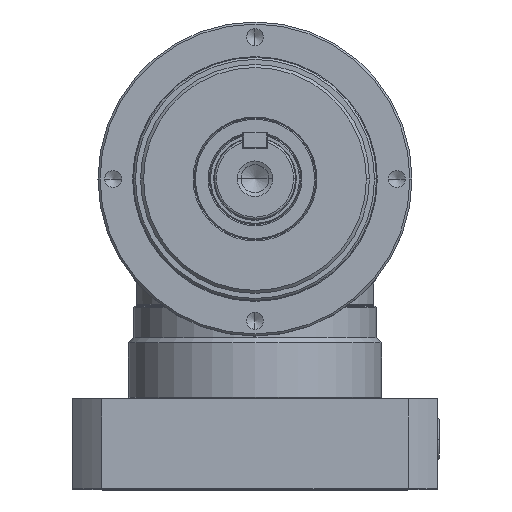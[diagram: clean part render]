
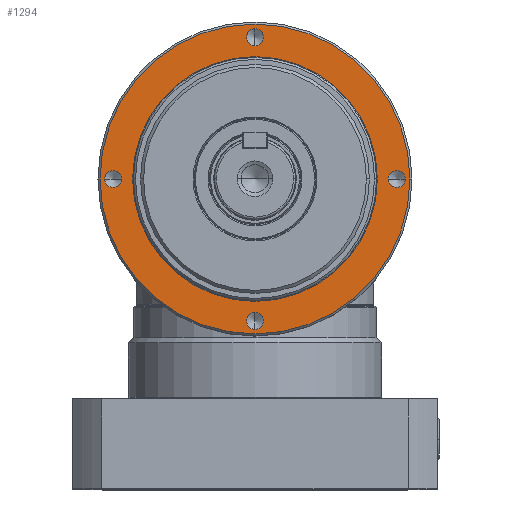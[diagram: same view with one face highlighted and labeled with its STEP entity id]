
A CAD part, top view. The second image highlights one B-rep face of the part: STEP entity #1294.
In plain terms, the highlighted planar face has unit normal (0, 0, 1).
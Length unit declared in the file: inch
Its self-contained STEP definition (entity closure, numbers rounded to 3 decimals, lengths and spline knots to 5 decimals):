
#60 = CARTESIAN_POINT ( 'NONE',  ( 0., 2.59102, 0. ) ) ;
#192 = ORIENTED_EDGE ( 'NONE', *, *, #6435, .T. ) ;
#219 = VERTEX_POINT ( 'NONE', #1366 ) ;
#417 = DIRECTION ( 'NONE',  ( -1., 0., 0. ) ) ;
#427 = EDGE_CURVE ( 'NONE', #17925, #10812, #9381, .T. ) ;
#496 = CARTESIAN_POINT ( 'NONE',  ( 0., 0., 0. ) ) ;
#951 = DIRECTION ( 'NONE',  ( 0., 0., -1. ) ) ;
#1294 = ADVANCED_FACE ( 'NONE', ( #3000, #26486, #19972, #14084, #8180, #2288 ), #17198, .F. ) ;
#1297 = DIRECTION ( 'NONE',  ( -1., 0., 0. ) ) ;
#1366 = CARTESIAN_POINT ( 'NONE',  ( -2.92079, 0., 0. ) ) ;
#1674 = EDGE_LOOP ( 'NONE', ( #7637, #7179 ) ) ;
#1906 = ORIENTED_EDGE ( 'NONE', *, *, #7316, .T. ) ;
#1953 = AXIS2_PLACEMENT_3D ( 'NONE', #24940, #11739, #27148 ) ;
#2288 = FACE_BOUND ( 'NONE', #3189, .T. ) ;
#3000 = FACE_OUTER_BOUND ( 'NONE', #13845, .T. ) ;
#3189 = EDGE_LOOP ( 'NONE', ( #25310, #21075 ) ) ;
#3417 = CARTESIAN_POINT ( 'NONE',  ( 0., 0., 0. ) ) ;
#3643 = CARTESIAN_POINT ( 'NONE',  ( 2.37795, 0., 0. ) ) ;
#3856 = VERTEX_POINT ( 'NONE', #3643 ) ;
#3956 = DIRECTION ( 'NONE',  ( 0., 0., -1. ) ) ;
#4095 = ORIENTED_EDGE ( 'NONE', *, *, #20665, .T. ) ;
#4480 = CARTESIAN_POINT ( 'NONE',  ( 0., 2.75591, 0. ) ) ;
#4914 = VERTEX_POINT ( 'NONE', #25067 ) ;
#4948 = CARTESIAN_POINT ( 'NONE',  ( 2.75591, 0., 0. ) ) ;
#4959 = AXIS2_PLACEMENT_3D ( 'NONE', #496, #3956, #19429 ) ;
#5148 = DIRECTION ( 'NONE',  ( 0., 0., -1. ) ) ;
#5154 = AXIS2_PLACEMENT_3D ( 'NONE', #9430, #24869, #11654 ) ;
#5651 = DIRECTION ( 'NONE',  ( -1., 0., 0. ) ) ;
#5774 = ORIENTED_EDGE ( 'NONE', *, *, #427, .F. ) ;
#5890 = DIRECTION ( 'NONE',  ( 0., 0., -1. ) ) ;
#6435 = EDGE_CURVE ( 'NONE', #19667, #21106, #14632, .T. ) ;
#6697 = DIRECTION ( 'NONE',  ( 0., 1., 0. ) ) ;
#7166 = DIRECTION ( 'NONE',  ( 1., 0., 0. ) ) ;
#7179 = ORIENTED_EDGE ( 'NONE', *, *, #9730, .T. ) ;
#7305 = CIRCLE ( 'NONE', #8483, 0.16488 ) ;
#7316 = EDGE_CURVE ( 'NONE', #13669, #21088, #10044, .T. ) ;
#7402 = CIRCLE ( 'NONE', #25625, 0.16488 ) ;
#7566 = DIRECTION ( 'NONE',  ( 0., 0., -1. ) ) ;
#7637 = ORIENTED_EDGE ( 'NONE', *, *, #17640, .T. ) ;
#8180 = FACE_BOUND ( 'NONE', #17033, .T. ) ;
#8408 = AXIS2_PLACEMENT_3D ( 'NONE', #3417, #18900, #5651 ) ;
#8483 = AXIS2_PLACEMENT_3D ( 'NONE', #18417, #5148, #20602 ) ;
#8703 = CARTESIAN_POINT ( 'NONE',  ( -2.59102, 0., 0. ) ) ;
#9163 = EDGE_CURVE ( 'NONE', #14801, #4914, #7402, .T. ) ;
#9371 = CARTESIAN_POINT ( 'NONE',  ( -2.37795, 0., 0. ) ) ;
#9381 = CIRCLE ( 'NONE', #25151, 3.01181 ) ;
#9430 = CARTESIAN_POINT ( 'NONE',  ( 2.75591, 0., 0. ) ) ;
#9590 = AXIS2_PLACEMENT_3D ( 'NONE', #27738, #14600, #1297 ) ;
#9730 = EDGE_CURVE ( 'NONE', #15845, #219, #14340, .T. ) ;
#10044 = CIRCLE ( 'NONE', #18735, 0.16488 ) ;
#10162 = ORIENTED_EDGE ( 'NONE', *, *, #9163, .T. ) ;
#10747 = CARTESIAN_POINT ( 'NONE',  ( 0., 2.92079, 0. ) ) ;
#10812 = VERTEX_POINT ( 'NONE', #14424 ) ;
#11475 = CARTESIAN_POINT ( 'NONE',  ( 2.92079, 0., 0. ) ) ;
#11654 = DIRECTION ( 'NONE',  ( 1., 0., 0. ) ) ;
#11739 = DIRECTION ( 'NONE',  ( 0., 0., 1. ) ) ;
#12320 = ORIENTED_EDGE ( 'NONE', *, *, #28636, .T. ) ;
#13669 = VERTEX_POINT ( 'NONE', #10747 ) ;
#13692 = DIRECTION ( 'NONE',  ( 0., 0., -1. ) ) ;
#13845 = EDGE_LOOP ( 'NONE', ( #18858, #5774 ) ) ;
#14084 = FACE_BOUND ( 'NONE', #22391, .T. ) ;
#14248 = CARTESIAN_POINT ( 'NONE',  ( 0., -2.75591, 0. ) ) ;
#14340 = CIRCLE ( 'NONE', #9590, 0.16488 ) ;
#14424 = CARTESIAN_POINT ( 'NONE',  ( -3.01181, 0., 0. ) ) ;
#14600 = DIRECTION ( 'NONE',  ( 0., 0., -1. ) ) ;
#14632 = CIRCLE ( 'NONE', #5154, 0.16488 ) ;
#14745 = DIRECTION ( 'NONE',  ( -1., 0., 0. ) ) ;
#14801 = VERTEX_POINT ( 'NONE', #15468 ) ;
#15468 = CARTESIAN_POINT ( 'NONE',  ( 0., -2.59102, 0. ) ) ;
#15845 = VERTEX_POINT ( 'NONE', #8703 ) ;
#16203 = CIRCLE ( 'NONE', #1953, 2.37795 ) ;
#16495 = DIRECTION ( 'NONE',  ( 0., -1., 0. ) ) ;
#16556 = DIRECTION ( 'NONE',  ( 0., 0., -1. ) ) ;
#16562 = EDGE_CURVE ( 'NONE', #10812, #17925, #26676, .T. ) ;
#17033 = EDGE_LOOP ( 'NONE', ( #192, #23638 ) ) ;
#17198 = PLANE ( 'NONE',  #4959 ) ;
#17640 = EDGE_CURVE ( 'NONE', #219, #15845, #24153, .T. ) ;
#17925 = VERTEX_POINT ( 'NONE', #23875 ) ;
#18280 = EDGE_CURVE ( 'NONE', #3856, #23144, #20320, .T. ) ;
#18417 = CARTESIAN_POINT ( 'NONE',  ( 0., 2.75591, 0. ) ) ;
#18735 = AXIS2_PLACEMENT_3D ( 'NONE', #4480, #19921, #6697 ) ;
#18858 = ORIENTED_EDGE ( 'NONE', *, *, #16562, .F. ) ;
#18900 = DIRECTION ( 'NONE',  ( 0., 0., 1. ) ) ;
#19141 = CARTESIAN_POINT ( 'NONE',  ( 0., -2.75591, 0. ) ) ;
#19429 = DIRECTION ( 'NONE',  ( -1., 0., 0. ) ) ;
#19667 = VERTEX_POINT ( 'NONE', #11475 ) ;
#19921 = DIRECTION ( 'NONE',  ( 0., 0., -1. ) ) ;
#19972 = FACE_BOUND ( 'NONE', #1674, .T. ) ;
#20008 = CARTESIAN_POINT ( 'NONE',  ( 2.59102, 0., 0. ) ) ;
#20320 = CIRCLE ( 'NONE', #8408, 2.37795 ) ;
#20416 = DIRECTION ( 'NONE',  ( 0., 0., -1. ) ) ;
#20602 = DIRECTION ( 'NONE',  ( 0., 1., 0. ) ) ;
#20665 = EDGE_CURVE ( 'NONE', #21088, #13669, #7305, .T. ) ;
#20672 = AXIS2_PLACEMENT_3D ( 'NONE', #4948, #20416, #7166 ) ;
#20771 = CIRCLE ( 'NONE', #20672, 0.16488 ) ;
#20826 = CARTESIAN_POINT ( 'NONE',  ( 0., 0., 0. ) ) ;
#21075 = ORIENTED_EDGE ( 'NONE', *, *, #18280, .F. ) ;
#21088 = VERTEX_POINT ( 'NONE', #60 ) ;
#21106 = VERTEX_POINT ( 'NONE', #20008 ) ;
#21338 = DIRECTION ( 'NONE',  ( 0., -1., 0. ) ) ;
#22391 = EDGE_LOOP ( 'NONE', ( #1906, #4095 ) ) ;
#22974 = DIRECTION ( 'NONE',  ( -1., 0., 0. ) ) ;
#23010 = AXIS2_PLACEMENT_3D ( 'NONE', #20826, #7566, #22974 ) ;
#23144 = VERTEX_POINT ( 'NONE', #9371 ) ;
#23631 = CARTESIAN_POINT ( 'NONE',  ( 0., 0., 0. ) ) ;
#23638 = ORIENTED_EDGE ( 'NONE', *, *, #27075, .T. ) ;
#23738 = EDGE_LOOP ( 'NONE', ( #12320, #10162 ) ) ;
#23875 = CARTESIAN_POINT ( 'NONE',  ( 3.01181, 0., 0. ) ) ;
#24153 = CIRCLE ( 'NONE', #25942, 0.16488 ) ;
#24869 = DIRECTION ( 'NONE',  ( 0., 0., -1. ) ) ;
#24940 = CARTESIAN_POINT ( 'NONE',  ( 0., 0., 0. ) ) ;
#25067 = CARTESIAN_POINT ( 'NONE',  ( 0., -2.92079, 0. ) ) ;
#25151 = AXIS2_PLACEMENT_3D ( 'NONE', #23631, #16556, #14745 ) ;
#25310 = ORIENTED_EDGE ( 'NONE', *, *, #28011, .F. ) ;
#25625 = AXIS2_PLACEMENT_3D ( 'NONE', #14248, #951, #16495 ) ;
#25942 = AXIS2_PLACEMENT_3D ( 'NONE', #26878, #13692, #417 ) ;
#26486 = FACE_BOUND ( 'NONE', #23738, .T. ) ;
#26676 = CIRCLE ( 'NONE', #23010, 3.01181 ) ;
#26759 = CIRCLE ( 'NONE', #28415, 0.16488 ) ;
#26878 = CARTESIAN_POINT ( 'NONE',  ( -2.75591, 0., 0. ) ) ;
#27075 = EDGE_CURVE ( 'NONE', #21106, #19667, #20771, .T. ) ;
#27148 = DIRECTION ( 'NONE',  ( -1., 0., 0. ) ) ;
#27738 = CARTESIAN_POINT ( 'NONE',  ( -2.75591, 0., 0. ) ) ;
#28011 = EDGE_CURVE ( 'NONE', #23144, #3856, #16203, .T. ) ;
#28415 = AXIS2_PLACEMENT_3D ( 'NONE', #19141, #5890, #21338 ) ;
#28636 = EDGE_CURVE ( 'NONE', #4914, #14801, #26759, .T. ) ;
